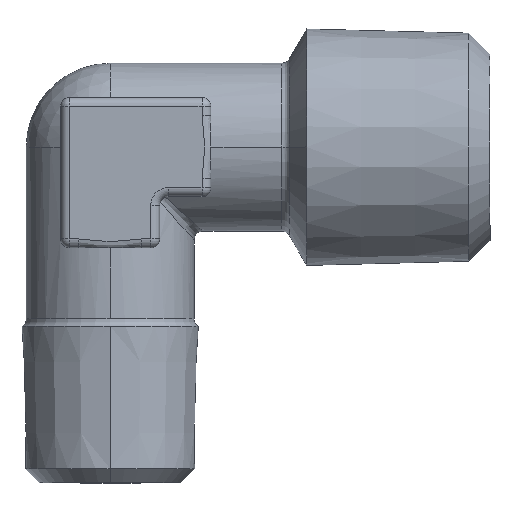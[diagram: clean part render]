
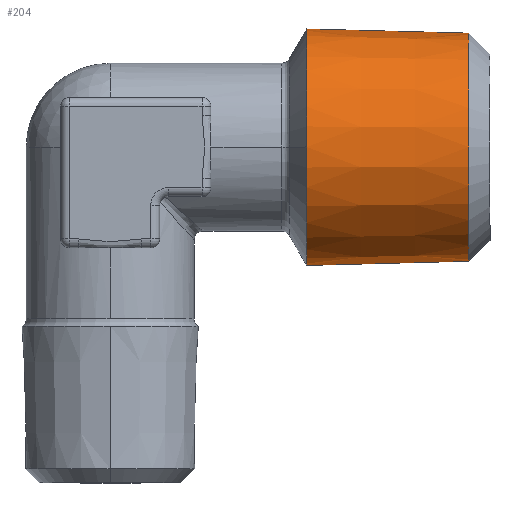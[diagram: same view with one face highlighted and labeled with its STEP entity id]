
A CAD part, top view. The second image highlights one B-rep face of the part: STEP entity #204.
In plain terms, the highlighted conical face has half-angle 1.47 degrees and reference radius 6.707 mm.
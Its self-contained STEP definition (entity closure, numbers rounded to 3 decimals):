
#204 = ADVANCED_FACE ( 'NONE', ( #1346 ), #1353, .T. ) ;
#210 = EDGE_LOOP ( 'NONE', ( #211, #787, #782, #792, #780 ) ) ;
#211 = ORIENTED_EDGE ( 'NONE', *, *, #790, .F. ) ;
#223 = VERTEX_POINT ( 'NONE', #1392 ) ;
#241 = EDGE_CURVE ( 'NONE', #791, #779, #1348, .T. ) ;
#779 = VERTEX_POINT ( 'NONE', #1621 ) ;
#780 = ORIENTED_EDGE ( 'NONE', *, *, #241, .F. ) ;
#781 = VERTEX_POINT ( 'NONE', #1612 ) ;
#782 = ORIENTED_EDGE ( 'NONE', *, *, #783, .F. ) ;
#783 = EDGE_CURVE ( 'NONE', #784, #781, #1644, .T. ) ;
#784 = VERTEX_POINT ( 'NONE', #1620 ) ;
#787 = ORIENTED_EDGE ( 'NONE', *, *, #788, .T. ) ;
#788 = EDGE_CURVE ( 'NONE', #223, #781, #1609, .T. ) ;
#790 = EDGE_CURVE ( 'NONE', #223, #791, #1596, .T. ) ;
#791 = VERTEX_POINT ( 'NONE', #1597 ) ;
#792 = ORIENTED_EDGE ( 'NONE', *, *, #793, .F. ) ;
#793 = EDGE_CURVE ( 'NONE', #779, #784, #1610, .T. ) ;
#1346 = FACE_OUTER_BOUND ( 'NONE', #210, .T. ) ;
#1347 = AXIS2_PLACEMENT_3D ( 'NONE', #1391, #1367, #1366 ) ;
#1348 = LINE ( 'NONE', #1396, #1427 ) ;
#1353 = CONICAL_SURFACE ( 'NONE', #1347, 6.707, 0.026 ) ;
#1366 = DIRECTION ( 'NONE',  ( 0., -1., 0. ) ) ;
#1367 = DIRECTION ( 'NONE',  ( -1., 0., 0. ) ) ;
#1391 = CARTESIAN_POINT ( 'NONE',  ( 10.5, 0., 0. ) ) ;
#1392 = CARTESIAN_POINT ( 'NONE',  ( 20.3, 6.455, 0. ) ) ;
#1396 = CARTESIAN_POINT ( 'NONE',  ( 10.5, -6.707, 0. ) ) ;
#1426 = DIRECTION ( 'NONE',  ( -1., -0.026, 0. ) ) ;
#1427 = VECTOR ( 'NONE', #1426, 1000. ) ;
#1596 = CIRCLE ( 'NONE', #1631, 6.455 ) ;
#1597 = CARTESIAN_POINT ( 'NONE',  ( 20.3, -6.455, 0. ) ) ;
#1600 = DIRECTION ( 'NONE',  ( 0., -1., 0. ) ) ;
#1601 = DIRECTION ( 'NONE',  ( -1., 0., 0. ) ) ;
#1602 = CARTESIAN_POINT ( 'NONE',  ( 11.121, 0., 0. ) ) ;
#1603 = AXIS2_PLACEMENT_3D ( 'NONE', #1602, #1601, #1600 ) ;
#1606 = DIRECTION ( 'NONE',  ( -1., 0.026, 0. ) ) ;
#1607 = VECTOR ( 'NONE', #1606, 1000. ) ;
#1608 = CARTESIAN_POINT ( 'NONE',  ( 10.5, 6.707, 0. ) ) ;
#1609 = LINE ( 'NONE', #1608, #1607 ) ;
#1610 = CIRCLE ( 'NONE', #1603, 6.691 ) ;
#1612 = CARTESIAN_POINT ( 'NONE',  ( 11.121, 6.691, 0. ) ) ;
#1613 = CARTESIAN_POINT ( 'NONE',  ( 11.121, 0., 0. ) ) ;
#1620 = CARTESIAN_POINT ( 'NONE',  ( 11.121, 0., 6.691 ) ) ;
#1621 = CARTESIAN_POINT ( 'NONE',  ( 11.121, -6.691, 0. ) ) ;
#1628 = DIRECTION ( 'NONE',  ( 0., 1., 0. ) ) ;
#1629 = DIRECTION ( 'NONE',  ( 1., 0., 0. ) ) ;
#1630 = CARTESIAN_POINT ( 'NONE',  ( 20.3, 0., 0. ) ) ;
#1631 = AXIS2_PLACEMENT_3D ( 'NONE', #1630, #1629, #1628 ) ;
#1641 = DIRECTION ( 'NONE',  ( 0., -1., 0. ) ) ;
#1642 = DIRECTION ( 'NONE',  ( -1., 0., 0. ) ) ;
#1643 = AXIS2_PLACEMENT_3D ( 'NONE', #1613, #1642, #1641 ) ;
#1644 = CIRCLE ( 'NONE', #1643, 6.691 ) ;
